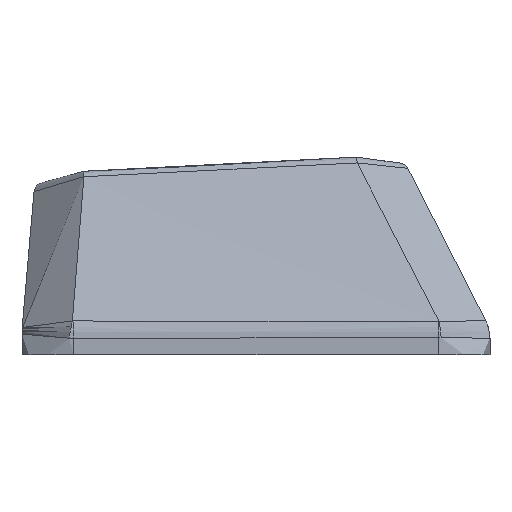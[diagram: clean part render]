
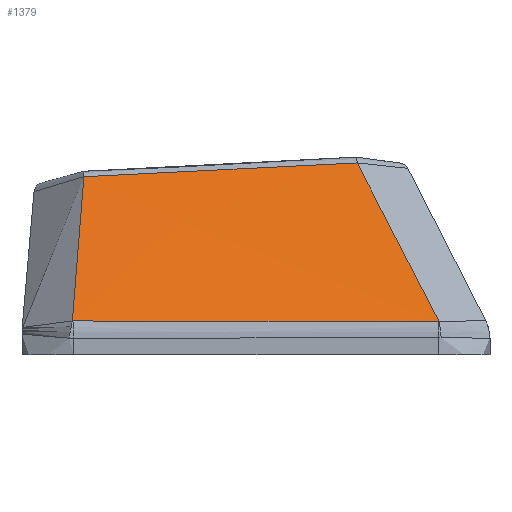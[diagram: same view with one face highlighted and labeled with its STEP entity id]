
A CAD part, left-side view. The second image highlights one B-rep face of the part: STEP entity #1379.
In plain terms, the highlighted free-form (B-spline) face has degree [3, 3] with [4, 4] control points.
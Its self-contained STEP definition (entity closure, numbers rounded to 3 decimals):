
#40=B_SPLINE_SURFACE_WITH_KNOTS('',3,3,((#3207,#3208,#3209,#3210),(#3211,
#3212,#3213,#3214),(#3215,#3216,#3217,#3218),(#3219,#3220,#3221,#3222)),
 .UNSPECIFIED.,.F.,.F.,.F.,(4,4),(4,4),(0.107,0.899),
(0.045,0.956),.UNSPECIFIED.);
#282=FACE_OUTER_BOUND('',#359,.T.);
#359=EDGE_LOOP('',(#1135,#1136,#1137,#1138,#1139,#1140));
#444=B_SPLINE_CURVE_WITH_KNOTS('',3,(#2594,#2595,#2596,#2597),
 .UNSPECIFIED.,.F.,.F.,(4,4),(0.,0.003),
 .UNSPECIFIED.);
#445=B_SPLINE_CURVE_WITH_KNOTS('',3,(#2615,#2616,#2617,#2618),
 .UNSPECIFIED.,.F.,.F.,(4,4),(-1.416,0.),.UNSPECIFIED.);
#448=B_SPLINE_CURVE_WITH_KNOTS('',3,(#2648,#2649,#2650,#2651),
 .UNSPECIFIED.,.F.,.F.,(4,4),(0.,0.004),.UNSPECIFIED.);
#459=B_SPLINE_CURVE_WITH_KNOTS('',3,(#2879,#2880,#2881,#2882),
 .UNSPECIFIED.,.F.,.F.,(4,4),(0.037,0.785),
 .UNSPECIFIED.);
#473=B_SPLINE_CURVE_WITH_KNOTS('',3,(#3137,#3138,#3139,#3140),
 .UNSPECIFIED.,.F.,.F.,(4,4),(0.,1.061),.UNSPECIFIED.);
#478=B_SPLINE_CURVE_WITH_KNOTS('',3,(#3223,#3224,#3225,#3226),
 .UNSPECIFIED.,.F.,.F.,(4,4),(-0.661,-0.033),
 .UNSPECIFIED.);
#605=VERTEX_POINT('',#2556);
#607=VERTEX_POINT('',#2587);
#609=VERTEX_POINT('',#2614);
#611=VERTEX_POINT('',#2641);
#627=VERTEX_POINT('',#2872);
#639=VERTEX_POINT('',#3135);
#779=EDGE_CURVE('',#605,#607,#444,.T.);
#780=EDGE_CURVE('',#607,#609,#445,.T.);
#785=EDGE_CURVE('',#609,#611,#448,.T.);
#811=EDGE_CURVE('',#627,#605,#459,.T.);
#832=EDGE_CURVE('',#639,#627,#473,.T.);
#838=EDGE_CURVE('',#611,#639,#478,.T.);
#1135=ORIENTED_EDGE('',*,*,#779,.F.);
#1136=ORIENTED_EDGE('',*,*,#811,.F.);
#1137=ORIENTED_EDGE('',*,*,#832,.F.);
#1138=ORIENTED_EDGE('',*,*,#838,.F.);
#1139=ORIENTED_EDGE('',*,*,#785,.F.);
#1140=ORIENTED_EDGE('',*,*,#780,.F.);
#1379=ADVANCED_FACE('',(#282),#40,.F.);
#2556=CARTESIAN_POINT('',(-8.943,-7.107,0.299));
#2587=CARTESIAN_POINT('',(-8.944,-7.079,0.298));
#2594=CARTESIAN_POINT('Ctrl Pts',(-8.943,-7.107,0.299));
#2595=CARTESIAN_POINT('Ctrl Pts',(-8.944,-7.098,0.298));
#2596=CARTESIAN_POINT('Ctrl Pts',(-8.944,-7.088,0.298));
#2597=CARTESIAN_POINT('Ctrl Pts',(-8.944,-7.079,0.298));
#2614=CARTESIAN_POINT('',(-8.921,7.082,0.318));
#2615=CARTESIAN_POINT('Ctrl Pts',(-8.944,-7.079,0.298));
#2616=CARTESIAN_POINT('Ctrl Pts',(-8.937,-2.359,0.304));
#2617=CARTESIAN_POINT('Ctrl Pts',(-8.929,2.361,0.311));
#2618=CARTESIAN_POINT('Ctrl Pts',(-8.921,7.082,0.318));
#2641=CARTESIAN_POINT('',(-8.919,7.125,0.322));
#2648=CARTESIAN_POINT('Ctrl Pts',(-8.921,7.082,0.318));
#2649=CARTESIAN_POINT('Ctrl Pts',(-8.921,7.096,0.318));
#2650=CARTESIAN_POINT('Ctrl Pts',(-8.92,7.111,0.319));
#2651=CARTESIAN_POINT('Ctrl Pts',(-8.919,7.125,0.322));
#2872=CARTESIAN_POINT('',(-6.11,-3.922,6.452));
#2879=CARTESIAN_POINT('Ctrl Pts',(-6.11,-3.922,6.452));
#2880=CARTESIAN_POINT('Ctrl Pts',(-7.057,-4.986,4.403));
#2881=CARTESIAN_POINT('Ctrl Pts',(-8.001,-6.047,2.351));
#2882=CARTESIAN_POINT('Ctrl Pts',(-8.943,-7.107,0.299));
#3135=CARTESIAN_POINT('',(-6.116,6.678,5.915));
#3137=CARTESIAN_POINT('Ctrl Pts',(-6.116,6.678,5.915));
#3138=CARTESIAN_POINT('Ctrl Pts',(-6.114,3.145,6.093));
#3139=CARTESIAN_POINT('Ctrl Pts',(-6.112,-0.389,
6.272));
#3140=CARTESIAN_POINT('Ctrl Pts',(-6.11,-3.922,6.452));
#3207=CARTESIAN_POINT('Ctrl Pts',(-6.11,7.033,5.91));
#3208=CARTESIAN_POINT('Ctrl Pts',(-7.054,7.064,4.031));
#3209=CARTESIAN_POINT('Ctrl Pts',(-7.999,7.095,2.151));
#3210=CARTESIAN_POINT('Ctrl Pts',(-8.944,7.126,0.272));
#3211=CARTESIAN_POINT('Ctrl Pts',(-6.11,3.257,6.097));
#3212=CARTESIAN_POINT('Ctrl Pts',(-7.054,2.965,4.158));
#3213=CARTESIAN_POINT('Ctrl Pts',(-7.999,2.673,2.219));
#3214=CARTESIAN_POINT('Ctrl Pts',(-8.944,2.382,0.28));
#3215=CARTESIAN_POINT('Ctrl Pts',(-6.11,-0.519,
6.283));
#3216=CARTESIAN_POINT('Ctrl Pts',(-7.054,-1.133,4.285));
#3217=CARTESIAN_POINT('Ctrl Pts',(-7.999,-1.748,2.287));
#3218=CARTESIAN_POINT('Ctrl Pts',(-8.944,-2.363,0.289));
#3219=CARTESIAN_POINT('Ctrl Pts',(-6.11,-4.295,6.47));
#3220=CARTESIAN_POINT('Ctrl Pts',(-7.054,-5.232,4.413));
#3221=CARTESIAN_POINT('Ctrl Pts',(-7.999,-6.17,2.355));
#3222=CARTESIAN_POINT('Ctrl Pts',(-8.944,-7.107,0.298));
#3223=CARTESIAN_POINT('Ctrl Pts',(-8.919,7.125,0.322));
#3224=CARTESIAN_POINT('Ctrl Pts',(-7.982,6.973,2.185));
#3225=CARTESIAN_POINT('Ctrl Pts',(-7.048,6.824,4.049));
#3226=CARTESIAN_POINT('Ctrl Pts',(-6.116,6.678,5.915));
